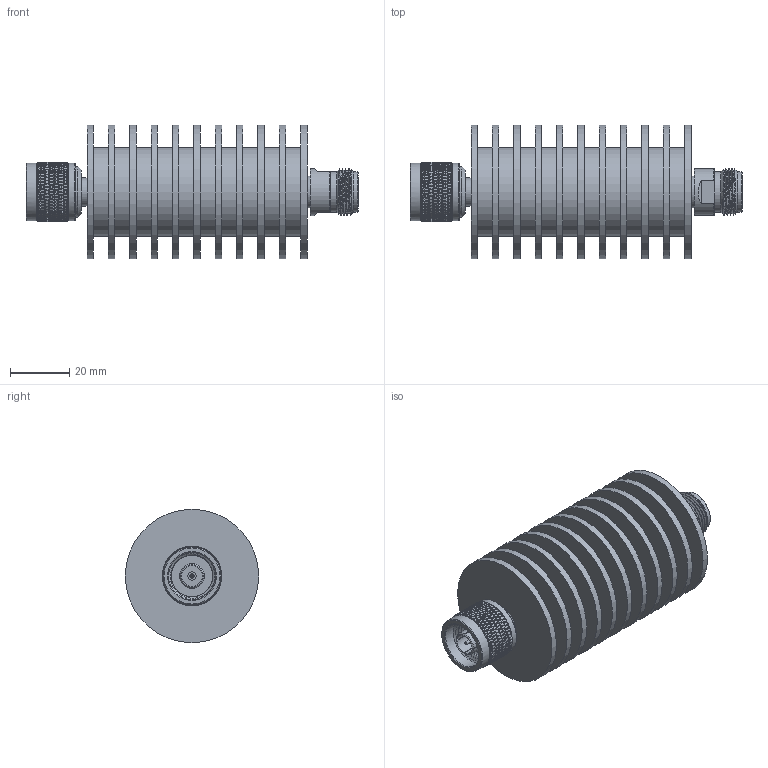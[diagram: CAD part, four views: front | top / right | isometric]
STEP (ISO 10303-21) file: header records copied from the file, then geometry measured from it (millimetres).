
FILE_DESCRIPTION (( 'STEP AP203' ), '1' );
FILE_NAME ('PE7388-30.step', '2020-02-05T16:50:29', ( '' ), ( '' ), 'SwSTEP 2.0', 'SolidWorks 2018', '' );
FILE_SCHEMA (( 'CONFIG_CONTROL_DESIGN' ));
Length unit declared in the file: inch
Products named in the file (1): PE7388-30
Bounding box: 112 x 45 x 45 mm (x, y, z)
Volume: 79130.7 mm3; surface area: 33618.4 mm2
Topology: 1 solids, 1 shells, 2572 faces, 5234 edges, 2698 vertices
Faces by surface type: bspline 1769, cylinder 491, cone 242, plane 70
Full cylindrical faces by diameter (mm): 1.524 x2, 2.794 x1, 3.048 x1, 6.985 x2, 8.255 x1, 9.555 x1, 10.795 x1, 13.716 x2, 15.875 x6, 17.175 x1, 19.461 x2, 29.84 x10, 45 x11
Entity records: 92347 total; most frequent: CARTESIAN_POINT 58681, ORIENTED_EDGE 10324, EDGE_CURVE 5162, VERTEX_POINT 2678, DIRECTION 2676, EDGE_LOOP 2648, FACE_OUTER_BOUND 2605, ADVANCED_FACE 2567
